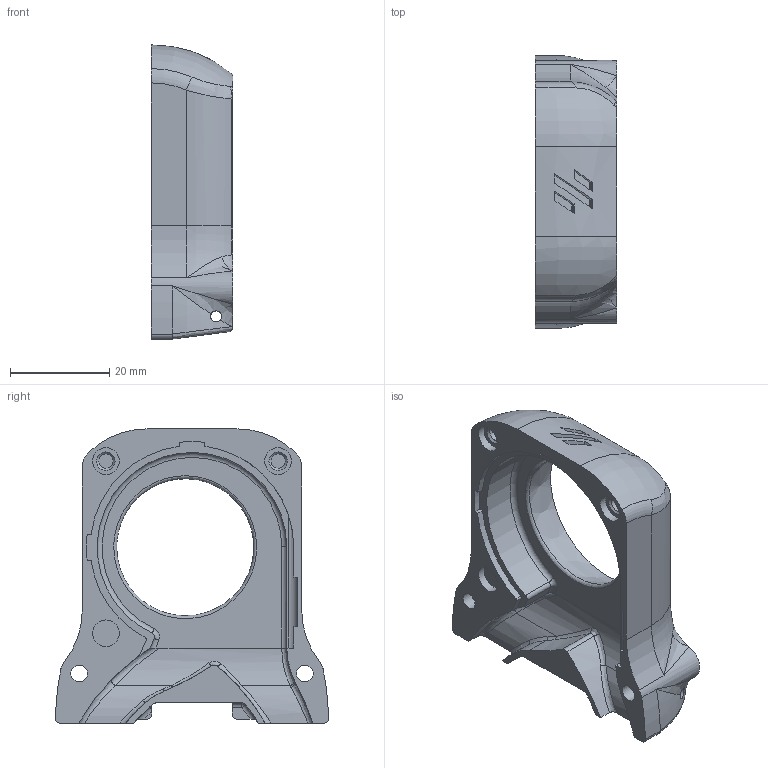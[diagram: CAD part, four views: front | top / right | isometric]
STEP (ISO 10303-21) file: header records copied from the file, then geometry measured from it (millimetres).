
FILE_DESCRIPTION(/* description */ (''),/* implementation_level */ '2;1');
FILE_NAME(/* name */ 'Custom_Blower_Housing_Front',/* time_stamp */ '2025-03-15T21:51:21+01:00',/* author */ ('SB'),/* organization */ (''),/* preprocessor_version */ 'ST-DEVELOPER v16.7',/* originating_system */ 'DEX',/* authorisation */ $);
FILE_SCHEMA (('AUTOMOTIVE_DESIGN {1 0 10303 214 3 1 1}'));
Length unit declared in the file: millimetre
Products named in the file (1): Custom_Blower_Housing_Front
Bounding box: 16.5 x 55.02 x 59.3 mm (x, y, z)
Volume: 19711.6 mm3; surface area: 9904.8 mm2
Topology: 1 solids, 1 shells, 264 faces, 676 edges, 425 vertices
Faces by surface type: plane 131, cylinder 68, bspline 40, torus 17, sphere 4, cone 4
Full cylindrical faces by diameter (mm): 2.2 x2, 2.9 x2, 3.4 x2, 5.4 x3, 6 x2
Entity records: 10001 total; most frequent: CARTESIAN_POINT 3925, ORIENTED_EDGE 1298, DIRECTION 1141, EDGE_CURVE 649, VERTEX_POINT 421, AXIS2_PLACEMENT_3D 401, LINE 339, VECTOR 339
